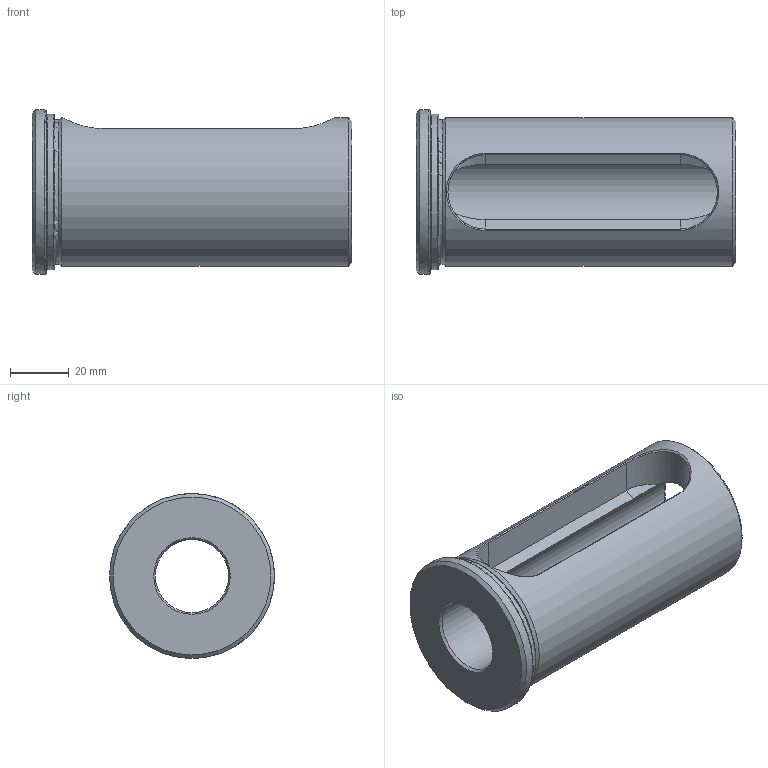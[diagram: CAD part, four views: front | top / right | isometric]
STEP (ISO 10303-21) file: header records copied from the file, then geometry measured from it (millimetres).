
FILE_DESCRIPTION((' '),'2;1');
FILE_NAME( 'HBC50.8x25.stp', '2024-05-09T11:15:47', (' '), ('--- Datakit www.datakit.com---'), ' Datakit CrossCadWare V2023.2 Mar 22 2023', 'DATAKIT 2024 (c)', ' ');
FILE_SCHEMA(('AP242_MANAGED_MODEL_BASED_3D_ENGINEERING_MIM_LF { 1 0 10303 442 1 1 4 }'));
Length unit declared in the file: millimetre
Products named in the file (1): Compo-1
Bounding box: 109.3 x 56.36 x 56.36 mm (x, y, z)
Volume: 140223.4 mm3; surface area: 28791 mm2
Topology: 1 solids, 1 shells, 31 faces, 71 edges, 44 vertices
Faces by surface type: plane 10, cone 9, cylinder 6, torus 4, bspline 2
Full cylindrical faces by diameter (mm): 25 x1, 50.8 x1, 53.188 x1, 56.363 x1
Entity records: 2295 total; most frequent: CARTESIAN_POINT 1618, DIRECTION 136, ORIENTED_EDGE 116, EDGE_CURVE 58, AXIS2_PLACEMENT_3D 58, EDGE_LOOP 50, VERTEX_POINT 44, FACE_OUTER_BOUND 31
